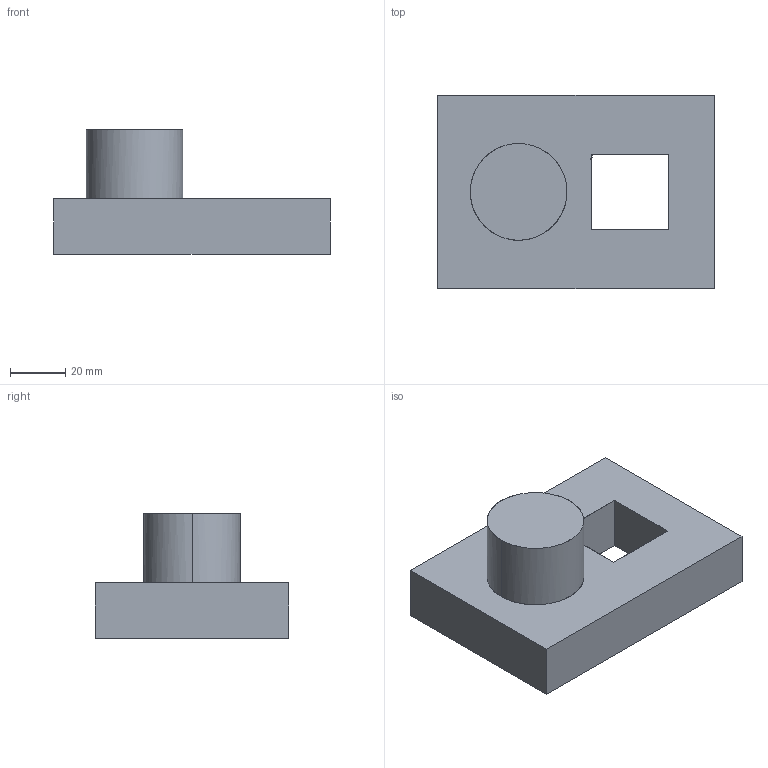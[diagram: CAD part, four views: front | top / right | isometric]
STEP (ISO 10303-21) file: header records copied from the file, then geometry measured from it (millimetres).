
FILE_DESCRIPTION(/* description */ (''),/* implementation_level */ '2;1');
FILE_NAME(/* name */ 'tps',/* time_stamp */ '2018-11-10T10:20:15+06:00',/* author */ (''),/* organization */ (''),/* preprocessor_version */ 'ST-DEVELOPER v15',/* originating_system */ '',/* authorisation */ '');
FILE_SCHEMA (('AUTOMOTIVE_DESIGN_CC2'));
Length unit declared in the file: millimetre
Products named in the file (1): Document
Bounding box: 100 x 70 x 45 mm (x, y, z)
Surface area: 24242.4 mm2 (no closed solid volume)
Topology: 0 solids, 12 shells, 13 faces, 50 edges, 48 vertices
Faces by surface type: bspline 13
Entity records: 1093 total; most frequent: CARTESIAN_POINT 482, B_SPLINE_CURVE_WITH_KNOTS 96, ORIENTED_EDGE 52, PCURVE 52, DEFINITIONAL_REPRESENTATION 52, SURFACE_CURVE 50, EDGE_CURVE 50, VERTEX_POINT 48
